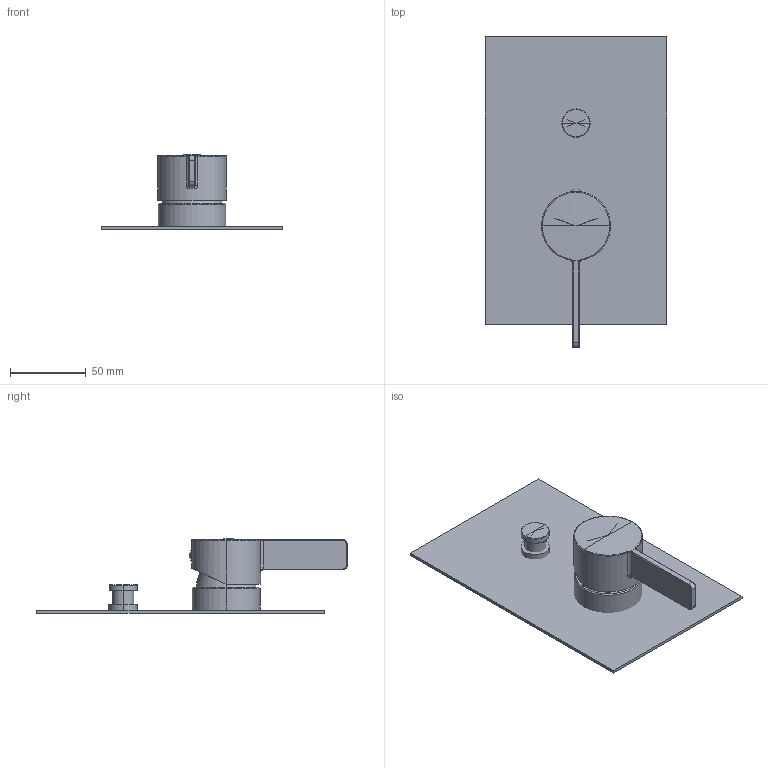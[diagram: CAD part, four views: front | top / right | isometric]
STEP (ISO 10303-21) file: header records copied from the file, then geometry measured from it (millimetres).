
FILE_DESCRIPTION((''),'2;1');
FILE_NAME('RO015CR-M','2021-01-15T14:48:55',('ut3'),('PAFFONI SpA'),'CREO PARAMETRIC BY PTC INC, 2020044','CREO PARAMETRIC BY PTC INC, 2020044','');
FILE_SCHEMA(('CONFIG_CONTROL_DESIGN','SHAPE_APPEARANCE_LAYERS_GROUPS'));
Length unit declared in the file: millimetre
Products named in the file (1): RO015CR-M
Bounding box: 120 x 205 x 49.1 mm (x, y, z)
Surface area: 65969.6 mm2 (no closed solid volume)
Topology: 0 solids, 8 shells, 66 faces, 153 edges, 91 vertices
Faces by surface type: cylinder 20, plane 18, torus 12, cone 8, bspline 6, sphere 2
Entity records: 2624 total; most frequent: CARTESIAN_POINT 646, DIRECTION 328, ORIENTED_EDGE 280, EDGE_CURVE 147, AXIS2_PLACEMENT_3D 138, VERTEX_POINT 91, CIRCLE 78, EDGE_LOOP 66
